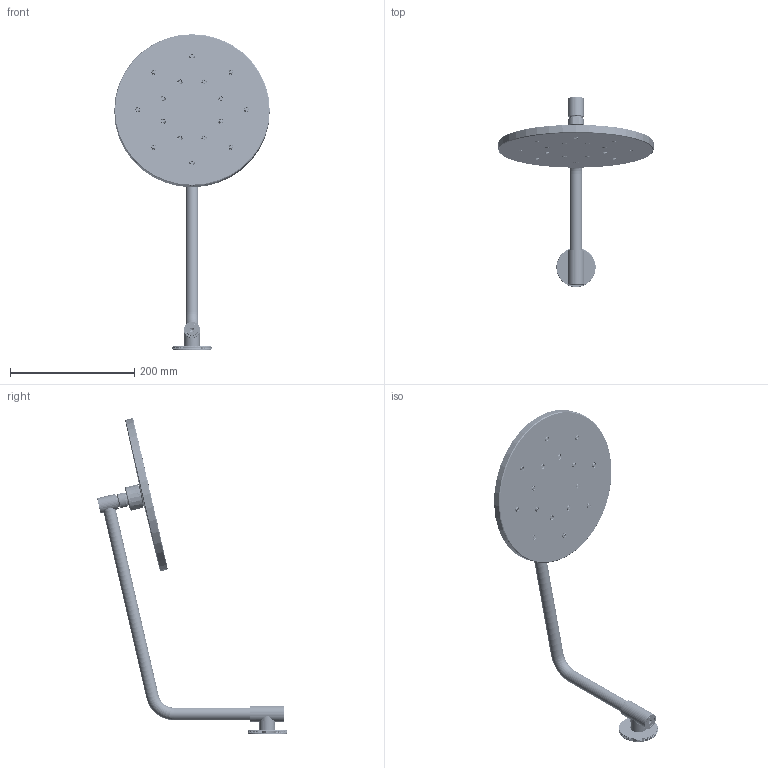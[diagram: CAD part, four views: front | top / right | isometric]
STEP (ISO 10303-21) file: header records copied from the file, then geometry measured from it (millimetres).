
FILE_DESCRIPTION (( 'STEP AP214' ), '1' );
FILE_NAME ('412-5100 Milli Etch Highrise Shower Arm and Rose.STEP', '2024-08-05T22:48:19', ( '' ), ( '' ), 'SwSTEP 2.0', 'SolidWorks 2021', '' );
FILE_SCHEMA (( 'AUTOMOTIVE_DESIGN' ));
Length unit declared in the file: millimetre
Products named in the file (1): 412-5100 Milli Etch Highrise Shower Arm and Rose
Bounding box: 249.98 x 304.92 x 507.16 mm (x, y, z)
Volume: 529158.5 mm3; surface area: 441869.5 mm2
Topology: 12 solids, 12 shells, 10240 faces, 24148 edges, 14059 vertices
Faces by surface type: plane 3456, cone 2888, cylinder 1686, torus 1125, bspline 924, sphere 161
Entity records: 442194 total; most frequent: CARTESIAN_POINT 107514, ORIENTED_EDGE 48056, DIRECTION 44931, EDGE_CURVE 24028, AXIS2_PLACEMENT_3D 18752, VERTEX_POINT 14053, EDGE_LOOP 10563, UNCERTAINTY_MEASURE_WITH_UNIT 10254
